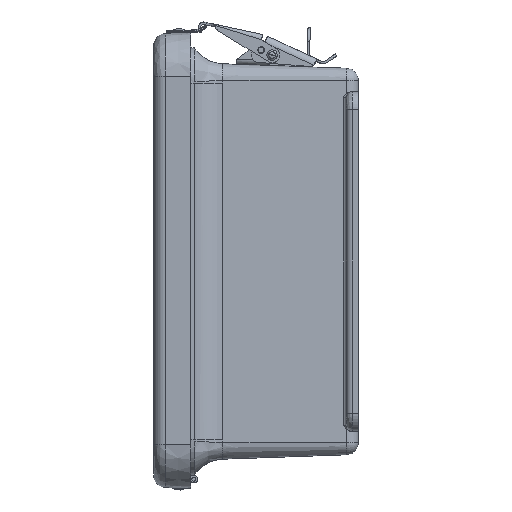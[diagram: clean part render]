
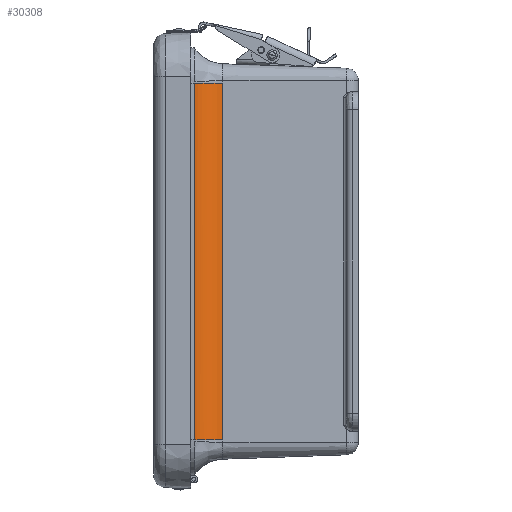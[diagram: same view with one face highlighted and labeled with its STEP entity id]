
A CAD part, left-side view. The second image highlights one B-rep face of the part: STEP entity #30308.
In plain terms, the highlighted cylindrical face has radius 19.05 mm (diameter 38.1 mm), a partial arc.
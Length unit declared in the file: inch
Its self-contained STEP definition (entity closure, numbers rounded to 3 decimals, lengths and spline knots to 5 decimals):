
#2102 = LINE ( 'NONE', #14023, #16857 ) ;
#2433 = CARTESIAN_POINT ( 'NONE',  ( 5.08289, 3.672, 1.22262 ) ) ;
#2678 = CARTESIAN_POINT ( 'NONE',  ( 5.2557, 3.672, 0.75577 ) ) ;
#3501 = EDGE_CURVE ( 'NONE', #40668, #28426, #2102, .T. ) ;
#6812 = CARTESIAN_POINT ( 'NONE',  ( 5.41257, 3.672, 0.6278 ) ) ;
#7161 = VECTOR ( 'NONE', #23044, 39.37008 ) ;
#7816 = LINE ( 'NONE', #6812, #7161 ) ;
#10259 = CARTESIAN_POINT ( 'NONE',  ( 5.08289, -3.672, 1.22262 ) ) ;
#10888 = EDGE_CURVE ( 'NONE', #23362, #19799, #7816, .T. ) ;
#14023 = CARTESIAN_POINT ( 'NONE',  ( 5.08289, 3.73195, 1.22262 ) ) ;
#14536 = CARTESIAN_POINT ( 'NONE',  ( 5.08289, 3.672, 1.22262 ) ) ;
#15500 = EDGE_CURVE ( 'NONE', #28426, #23362, #28582, .T. ) ;
#16174 = CARTESIAN_POINT ( 'NONE',  ( 5.41257, -3.672, 0.6278 ) ) ;
#16857 = VECTOR ( 'NONE', #25644, 39.37008 ) ;
#17403 = CARTESIAN_POINT ( 'NONE',  ( 5.08647, 3.672, 1.12185 ) ) ;
#18128 = CARTESIAN_POINT ( 'NONE',  ( 5.41257, 3.672, 0.6278 ) ) ;
#19799 = VERTEX_POINT ( 'NONE', #33734 ) ;
#20181 = CARTESIAN_POINT ( 'NONE',  ( 5.12684, -3.672, 0.9552 ) ) ;
#20489 = AXIS2_PLACEMENT_3D ( 'NONE', #31658, #24085, #31161 ) ;
#21682 = CARTESIAN_POINT ( 'NONE',  ( 5.35687, 3.672, 0.66543 ) ) ;
#23044 = DIRECTION ( 'NONE',  ( 0., -1., 0. ) ) ;
#23225 = B_SPLINE_CURVE_WITH_KNOTS ( 'NONE', 3,
 ( #16174, #35864, #43413, #20181, #35610, #39416 ),
 .UNSPECIFIED., .F., .F.,
 ( 4, 1, 1, 4 ),
 ( 0., 0.28571, 0.57143, 1. ),
 .UNSPECIFIED. ) ;
#23362 = VERTEX_POINT ( 'NONE', #45671 ) ;
#24085 = DIRECTION ( 'NONE',  ( 0., 1., 0. ) ) ;
#25644 = DIRECTION ( 'NONE',  ( 0., 1., 0. ) ) ;
#27823 = ORIENTED_EDGE ( 'NONE', *, *, #3501, .F. ) ;
#28426 = VERTEX_POINT ( 'NONE', #14536 ) ;
#28582 = B_SPLINE_CURVE_WITH_KNOTS ( 'NONE', 3,
 ( #2433, #17403, #44880, #2678, #21682, #18128 ),
 .UNSPECIFIED., .F., .F.,
 ( 4, 1, 1, 4 ),
 ( 0., 0.42857, 0.71429, 1. ),
 .UNSPECIFIED. ) ;
#30308 = ADVANCED_FACE ( 'NONE', ( #37544 ), #49839, .F. ) ;
#30626 = ORIENTED_EDGE ( 'NONE', *, *, #15500, .F. ) ;
#31161 = DIRECTION ( 'NONE',  ( 0., 0., 1. ) ) ;
#31658 = CARTESIAN_POINT ( 'NONE',  ( 5.83241, 3.672, 1.24928 ) ) ;
#33734 = CARTESIAN_POINT ( 'NONE',  ( 5.41257, -3.672, 0.6278 ) ) ;
#35610 = CARTESIAN_POINT ( 'NONE',  ( 5.08647, -3.672, 1.12185 ) ) ;
#35864 = CARTESIAN_POINT ( 'NONE',  ( 5.35687, -3.672, 0.66543 ) ) ;
#36989 = EDGE_CURVE ( 'NONE', #19799, #40668, #23225, .T. ) ;
#37544 = FACE_OUTER_BOUND ( 'NONE', #43253, .T. ) ;
#39416 = CARTESIAN_POINT ( 'NONE',  ( 5.08289, -3.672, 1.22262 ) ) ;
#39981 = ORIENTED_EDGE ( 'NONE', *, *, #10888, .F. ) ;
#40668 = VERTEX_POINT ( 'NONE', #10259 ) ;
#43253 = EDGE_LOOP ( 'NONE', ( #30626, #27823, #49066, #39981 ) ) ;
#43413 = CARTESIAN_POINT ( 'NONE',  ( 5.2557, -3.672, 0.75577 ) ) ;
#44880 = CARTESIAN_POINT ( 'NONE',  ( 5.12684, 3.672, 0.9552 ) ) ;
#45671 = CARTESIAN_POINT ( 'NONE',  ( 5.41257, 3.672, 0.6278 ) ) ;
#49066 = ORIENTED_EDGE ( 'NONE', *, *, #36989, .F. ) ;
#49839 = CYLINDRICAL_SURFACE ( 'NONE', #20489, 0.75 ) ;
